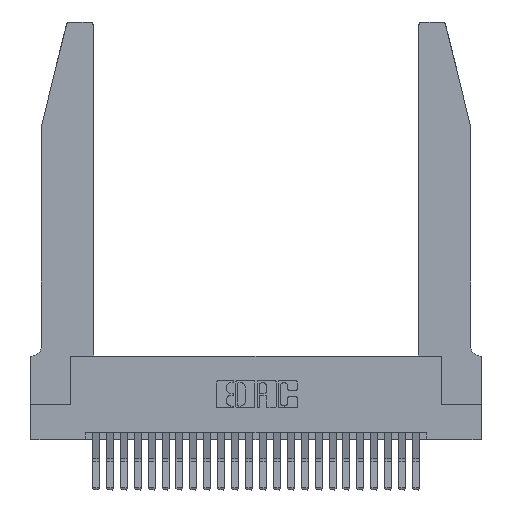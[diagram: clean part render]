
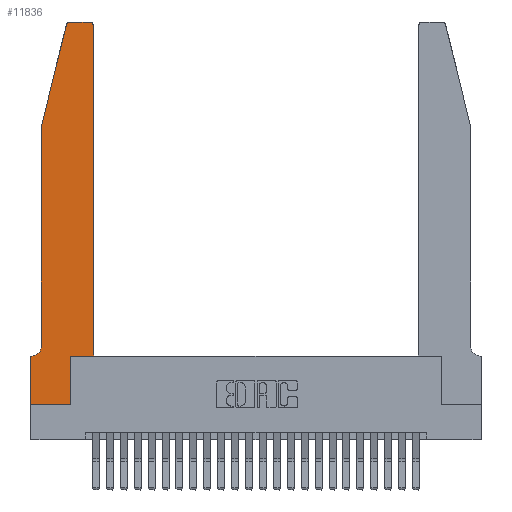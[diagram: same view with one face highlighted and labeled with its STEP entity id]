
A CAD part, top view. The second image highlights one B-rep face of the part: STEP entity #11836.
In plain terms, the highlighted planar face has unit normal (0, 0, 1).
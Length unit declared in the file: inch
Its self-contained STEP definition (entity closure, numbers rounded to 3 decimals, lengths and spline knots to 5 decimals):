
#71 = CARTESIAN_POINT ( 'NONE',  ( 0.284, 2.75, 0.37 ) ) ;
#343 = VECTOR ( 'NONE', #22385, 39.37008 ) ;
#694 = EDGE_CURVE ( 'NONE', #7902, #16762, #18986, .T. ) ;
#743 = DIRECTION ( 'NONE',  ( -0.239, -0.971, 0. ) ) ;
#1478 = AXIS2_PLACEMENT_3D ( 'NONE', #12059, #13986, #20005 ) ;
#1483 = CARTESIAN_POINT ( 'NONE',  ( 0.4205, 2.75, 0.37 ) ) ;
#1804 = EDGE_CURVE ( 'NONE', #8593, #5894, #7964, .T. ) ;
#1948 = ORIENTED_EDGE ( 'NONE', *, *, #10769, .T. ) ;
#2025 = DIRECTION ( 'NONE',  ( -1., 0., 0. ) ) ;
#2852 = ORIENTED_EDGE ( 'NONE', *, *, #694, .T. ) ;
#2871 = VERTEX_POINT ( 'NONE', #8748 ) ;
#2958 = EDGE_CURVE ( 'NONE', #24744, #23868, #12630, .T. ) ;
#3022 = ORIENTED_EDGE ( 'NONE', *, *, #21749, .T. ) ;
#3050 = VECTOR ( 'NONE', #23660, 39.37008 ) ;
#3176 = ORIENTED_EDGE ( 'NONE', *, *, #1804, .T. ) ;
#3290 = ORIENTED_EDGE ( 'NONE', *, *, #9143, .T. ) ;
#4756 = DIRECTION ( 'NONE',  ( 1., 0., 0. ) ) ;
#4975 = VECTOR ( 'NONE', #743, 39.37008 ) ;
#5169 = CARTESIAN_POINT ( 'NONE',  ( 0.4505, 0.35, 0.37 ) ) ;
#5384 = ORIENTED_EDGE ( 'NONE', *, *, #11598, .T. ) ;
#5533 = CARTESIAN_POINT ( 'NONE',  ( 0.0755, 0.42, 0.37 ) ) ;
#5733 = CARTESIAN_POINT ( 'NONE',  ( 0.0755, 2., 0.37 ) ) ;
#5894 = VERTEX_POINT ( 'NONE', #12987 ) ;
#6007 = CARTESIAN_POINT ( 'NONE',  ( 0.2865, 0.35, 0.37 ) ) ;
#6405 = CIRCLE ( 'NONE', #21457, 0.07 ) ;
#6586 = ORIENTED_EDGE ( 'NONE', *, *, #2958, .T. ) ;
#6781 = CARTESIAN_POINT ( 'NONE',  ( 0.0055, 0.42, 0.37 ) ) ;
#6926 = CARTESIAN_POINT ( 'NONE',  ( 0.0755, 2., 0.37 ) ) ;
#7036 = CARTESIAN_POINT ( 'NONE',  ( 0.4205, 2.72, 0.37 ) ) ;
#7762 = DIRECTION ( 'NONE',  ( 0., -1., 0. ) ) ;
#7902 = VERTEX_POINT ( 'NONE', #22985 ) ;
#7964 = LINE ( 'NONE', #16901, #20560 ) ;
#7988 = PLANE ( 'NONE',  #15224 ) ;
#8593 = VERTEX_POINT ( 'NONE', #11914 ) ;
#8657 = AXIS2_PLACEMENT_3D ( 'NONE', #7036, #13055, #4756 ) ;
#8748 = CARTESIAN_POINT ( 'NONE',  ( 0.4505, 2.72, 0.37 ) ) ;
#8897 = DIRECTION ( 'NONE',  ( -1., 0., 0. ) ) ;
#8926 = VECTOR ( 'NONE', #14102, 39.37008 ) ;
#9143 = EDGE_CURVE ( 'NONE', #22100, #10359, #18581, .T. ) ;
#9227 = CARTESIAN_POINT ( 'NONE',  ( 0., 0., 0.37 ) ) ;
#9848 = LINE ( 'NONE', #6007, #8926 ) ;
#10128 = CARTESIAN_POINT ( 'NONE',  ( 0.0755, 0.35, 0.37 ) ) ;
#10140 = CARTESIAN_POINT ( 'NONE',  ( 0., 0., 0.37 ) ) ;
#10359 = VERTEX_POINT ( 'NONE', #25916 ) ;
#10769 = EDGE_CURVE ( 'NONE', #2871, #12937, #24503, .T. ) ;
#10793 = VECTOR ( 'NONE', #23222, 39.37008 ) ;
#10805 = CARTESIAN_POINT ( 'NONE',  ( 0., 0.35, 0.37 ) ) ;
#11598 = EDGE_CURVE ( 'NONE', #12937, #22100, #24156, .T. ) ;
#11786 = DIRECTION ( 'NONE',  ( 1., 0., 0. ) ) ;
#11836 = ADVANCED_FACE ( 'NONE', ( #15286 ), #7988, .T. ) ;
#11914 = CARTESIAN_POINT ( 'NONE',  ( 0.2865, 0.35, 0.37 ) ) ;
#11950 = CARTESIAN_POINT ( 'NONE',  ( 0., 0.35, 0.37 ) ) ;
#12059 = CARTESIAN_POINT ( 'NONE',  ( 0.284, 2.72, 0.37 ) ) ;
#12541 = VECTOR ( 'NONE', #23479, 39.37008 ) ;
#12630 = LINE ( 'NONE', #5733, #15748 ) ;
#12684 = ORIENTED_EDGE ( 'NONE', *, *, #16168, .T. ) ;
#12937 = VERTEX_POINT ( 'NONE', #1483 ) ;
#12987 = CARTESIAN_POINT ( 'NONE',  ( 0.4505, 0.35, 0.37 ) ) ;
#13032 = ORIENTED_EDGE ( 'NONE', *, *, #17950, .T. ) ;
#13055 = DIRECTION ( 'NONE',  ( 0., 0., 1. ) ) ;
#13986 = DIRECTION ( 'NONE',  ( 0., 0., 1. ) ) ;
#14102 = DIRECTION ( 'NONE',  ( 0., 1., 0. ) ) ;
#15224 = AXIS2_PLACEMENT_3D ( 'NONE', #11950, #19984, #11786 ) ;
#15286 = FACE_OUTER_BOUND ( 'NONE', #15981, .T. ) ;
#15364 = CARTESIAN_POINT ( 'NONE',  ( 0.2605, 2.75, 0.37 ) ) ;
#15434 = CARTESIAN_POINT ( 'NONE',  ( 0.2865, 0., 0.37 ) ) ;
#15748 = VECTOR ( 'NONE', #7762, 39.37008 ) ;
#15981 = EDGE_LOOP ( 'NONE', ( #5384, #3290, #13032, #6586, #3022, #2852, #16290, #12684, #17776, #3176, #17655, #1948 ) ) ;
#16168 = EDGE_CURVE ( 'NONE', #18753, #24573, #23995, .T. ) ;
#16290 = ORIENTED_EDGE ( 'NONE', *, *, #22399, .T. ) ;
#16762 = VERTEX_POINT ( 'NONE', #10805 ) ;
#16901 = CARTESIAN_POINT ( 'NONE',  ( 0.4505, 0.35, 0.37 ) ) ;
#16932 = LINE ( 'NONE', #6926, #4975 ) ;
#17655 = ORIENTED_EDGE ( 'NONE', *, *, #26080, .T. ) ;
#17688 = VECTOR ( 'NONE', #2025, 39.37008 ) ;
#17776 = ORIENTED_EDGE ( 'NONE', *, *, #21544, .T. ) ;
#17950 = EDGE_CURVE ( 'NONE', #10359, #24744, #16932, .T. ) ;
#18581 = CIRCLE ( 'NONE', #1478, 0.03 ) ;
#18753 = VERTEX_POINT ( 'NONE', #21780 ) ;
#18851 = DIRECTION ( 'NONE',  ( 0., 0., -1. ) ) ;
#18986 = LINE ( 'NONE', #10128, #17688 ) ;
#19823 = DIRECTION ( 'NONE',  ( 1., 0., 0. ) ) ;
#19984 = DIRECTION ( 'NONE',  ( 0., 0., 1. ) ) ;
#20005 = DIRECTION ( 'NONE',  ( 1., 0., 0. ) ) ;
#20560 = VECTOR ( 'NONE', #19823, 39.37008 ) ;
#21457 = AXIS2_PLACEMENT_3D ( 'NONE', #6781, #18851, #8897 ) ;
#21534 = LINE ( 'NONE', #5169, #10793 ) ;
#21544 = EDGE_CURVE ( 'NONE', #24573, #8593, #9848, .T. ) ;
#21749 = EDGE_CURVE ( 'NONE', #23868, #7902, #6405, .T. ) ;
#21780 = CARTESIAN_POINT ( 'NONE',  ( 0., 0., 0.37 ) ) ;
#22100 = VERTEX_POINT ( 'NONE', #71 ) ;
#22385 = DIRECTION ( 'NONE',  ( 1., 0., 0. ) ) ;
#22399 = EDGE_CURVE ( 'NONE', #16762, #18753, #24191, .T. ) ;
#22985 = CARTESIAN_POINT ( 'NONE',  ( 0.0055, 0.35, 0.37 ) ) ;
#23222 = DIRECTION ( 'NONE',  ( 0., 1., 0. ) ) ;
#23479 = DIRECTION ( 'NONE',  ( 0., -1., 0. ) ) ;
#23660 = DIRECTION ( 'NONE',  ( -1., 0., 0. ) ) ;
#23868 = VERTEX_POINT ( 'NONE', #5533 ) ;
#23995 = LINE ( 'NONE', #10140, #343 ) ;
#24156 = LINE ( 'NONE', #15364, #3050 ) ;
#24191 = LINE ( 'NONE', #9227, #12541 ) ;
#24336 = CARTESIAN_POINT ( 'NONE',  ( 0.0755, 2., 0.37 ) ) ;
#24503 = CIRCLE ( 'NONE', #8657, 0.03 ) ;
#24573 = VERTEX_POINT ( 'NONE', #15434 ) ;
#24744 = VERTEX_POINT ( 'NONE', #24336 ) ;
#25916 = CARTESIAN_POINT ( 'NONE',  ( 0.25487, 2.72718, 0.37 ) ) ;
#26080 = EDGE_CURVE ( 'NONE', #5894, #2871, #21534, .T. ) ;
